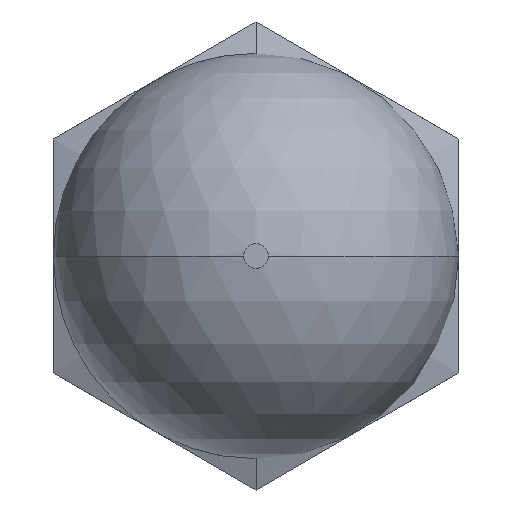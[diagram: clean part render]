
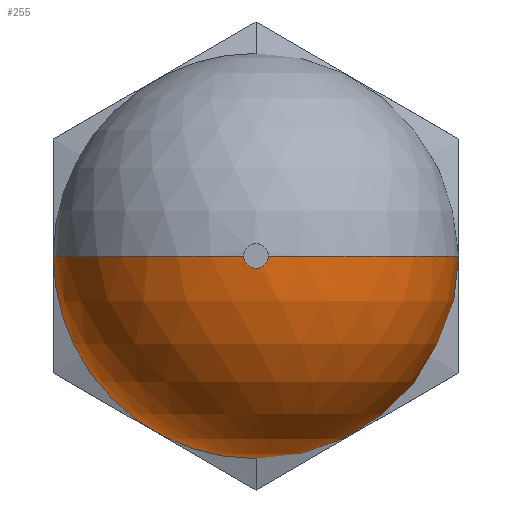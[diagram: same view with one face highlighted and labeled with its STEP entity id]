
A CAD part, front view. The second image highlights one B-rep face of the part: STEP entity #255.
In plain terms, the highlighted spherical face has radius 11 mm.
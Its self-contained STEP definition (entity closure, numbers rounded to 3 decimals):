
#41 = DIRECTION ( 'NONE',  ( 0., 0., 1. ) ) ;
#45 = DIRECTION ( 'NONE',  ( 0., 1., 0. ) ) ;
#47 = CARTESIAN_POINT ( 'NONE',  ( 0., -13., 0. ) ) ;
#113 = AXIS2_PLACEMENT_3D ( 'NONE', #47, #45, #41 ) ;
#124 = DIRECTION ( 'NONE',  ( 0., 0., 1. ) ) ;
#127 = DIRECTION ( 'NONE',  ( 0., 1., 0. ) ) ;
#129 = CARTESIAN_POINT ( 'NONE',  ( 0., -32.027, 0. ) ) ;
#142 = AXIS2_PLACEMENT_3D ( 'NONE', #129, #127, #124 ) ;
#184 = CIRCLE ( 'NONE', #113, 7.5 ) ;
#226 = CIRCLE ( 'NONE', #142, 0.663 ) ;
#255 = ADVANCED_FACE ( 'NONE', ( #355 ), #414, .T. ) ;
#322 = AXIS2_PLACEMENT_3D ( 'NONE', #963, #1010, #1009 ) ;
#325 = CIRCLE ( 'NONE', #322, 11. ) ;
#338 = AXIS2_PLACEMENT_3D ( 'NONE', #939, #981, #989 ) ;
#345 = DIRECTION ( 'NONE',  ( 0., 1., 0. ) ) ;
#355 = FACE_OUTER_BOUND ( 'NONE', #902, .T. ) ;
#373 = CIRCLE ( 'NONE', #338, 11. ) ;
#404 = AXIS2_PLACEMENT_3D ( 'NONE', #480, #345, #446 ) ;
#405 = CIRCLE ( 'NONE', #404, 7.5 ) ;
#414 = SPHERICAL_SURFACE ( 'NONE', #441, 11. ) ;
#423 = CARTESIAN_POINT ( 'NONE',  ( 7.5, -13., 0. ) ) ;
#425 = CARTESIAN_POINT ( 'NONE',  ( 0.663, -32.027, 0. ) ) ;
#441 = AXIS2_PLACEMENT_3D ( 'NONE', #832, #798, #800 ) ;
#446 = DIRECTION ( 'NONE',  ( 0., 0., 1. ) ) ;
#450 = CARTESIAN_POINT ( 'NONE',  ( -0.663, -32.027, 0. ) ) ;
#456 = EDGE_CURVE ( 'NONE', #742, #730, #405, .T. ) ;
#464 = ORIENTED_EDGE ( 'NONE', *, *, #588, .F. ) ;
#480 = CARTESIAN_POINT ( 'NONE',  ( 0., -13., 0. ) ) ;
#493 = ORIENTED_EDGE ( 'NONE', *, *, #907, .F. ) ;
#504 = CARTESIAN_POINT ( 'NONE',  ( 0., -13., -7.5 ) ) ;
#554 = VERTEX_POINT ( 'NONE', #773 ) ;
#557 = ORIENTED_EDGE ( 'NONE', *, *, #456, .F. ) ;
#588 = EDGE_CURVE ( 'NONE', #745, #742, #373, .T. ) ;
#608 = ORIENTED_EDGE ( 'NONE', *, *, #626, .T. ) ;
#626 = EDGE_CURVE ( 'NONE', #748, #554, #325, .T. ) ;
#706 = ORIENTED_EDGE ( 'NONE', *, *, #836, .T. ) ;
#730 = VERTEX_POINT ( 'NONE', #504 ) ;
#742 = VERTEX_POINT ( 'NONE', #423 ) ;
#745 = VERTEX_POINT ( 'NONE', #425 ) ;
#748 = VERTEX_POINT ( 'NONE', #450 ) ;
#773 = CARTESIAN_POINT ( 'NONE',  ( -7.5, -13., 0. ) ) ;
#798 = DIRECTION ( 'NONE',  ( 0., 0., 1. ) ) ;
#800 = DIRECTION ( 'NONE',  ( -1., 0., 0. ) ) ;
#832 = CARTESIAN_POINT ( 'NONE',  ( 0., -21.047, 0. ) ) ;
#836 = EDGE_CURVE ( 'NONE', #745, #748, #226, .T. ) ;
#902 = EDGE_LOOP ( 'NONE', ( #464, #706, #608, #493, #557 ) ) ;
#907 = EDGE_CURVE ( 'NONE', #730, #554, #184, .T. ) ;
#939 = CARTESIAN_POINT ( 'NONE',  ( 0., -21.047, 0. ) ) ;
#963 = CARTESIAN_POINT ( 'NONE',  ( 0., -21.047, 0. ) ) ;
#981 = DIRECTION ( 'NONE',  ( 0., 0., 1. ) ) ;
#989 = DIRECTION ( 'NONE',  ( 1., 0., 0. ) ) ;
#1009 = DIRECTION ( 'NONE',  ( -1., 0., 0. ) ) ;
#1010 = DIRECTION ( 'NONE',  ( 0., 0., -1. ) ) ;
